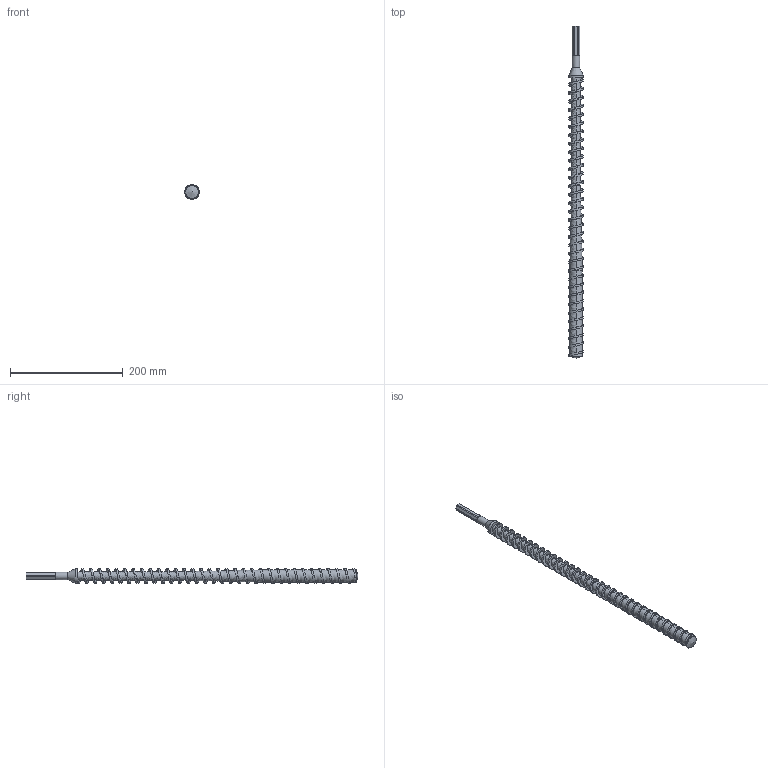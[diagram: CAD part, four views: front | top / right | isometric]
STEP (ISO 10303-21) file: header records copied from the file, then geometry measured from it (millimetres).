
FILE_DESCRIPTION(/* description */ (''),/* implementation_level */ '2;1');
FILE_NAME(/* name */ '170302~1',/* time_stamp */ '2017-03-02T17:39:51+01:00',/* author */ (''),/* organization */ (''),/* preprocessor_version */ 'ST-DEVELOPER v16.5',/* originating_system */ '',/* authorisation */ '');
FILE_SCHEMA (('AUTOMOTIVE_DESIGN'));
Length unit declared in the file: millimetre
Products named in the file (1): Document
Bounding box: 25.7 x 587.96 x 25.7 mm (x, y, z)
Volume: 175141 mm3; surface area: 52267.3 mm2
Topology: 1 solids, 1 shells, 62 faces, 179 edges, 118 vertices
Faces by surface type: bspline 47, plane 15
Entity records: 30768 total; most frequent: CARTESIAN_POINT 29711, ORIENTED_EDGE 356, EDGE_CURVE 178, B_SPLINE_CURVE_WITH_KNOTS 146, VERTEX_POINT 118, ADVANCED_FACE 62, FACE_OUTER_BOUND 62, EDGE_LOOP 62
